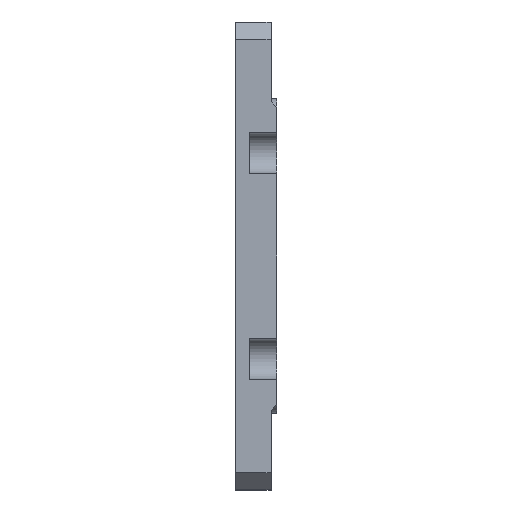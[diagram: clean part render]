
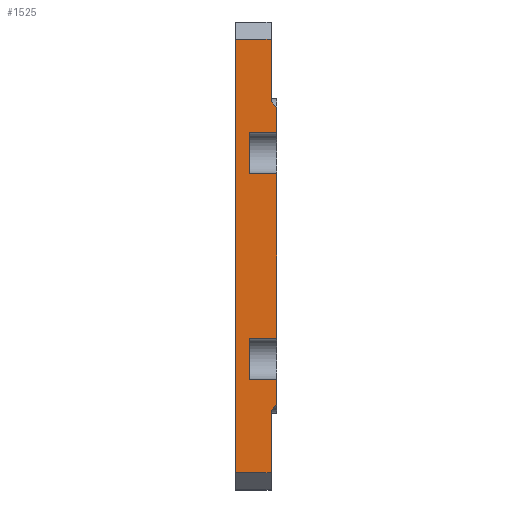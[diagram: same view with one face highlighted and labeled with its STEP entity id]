
A CAD part, front view. The second image highlights one B-rep face of the part: STEP entity #1525.
In plain terms, the highlighted planar face has unit normal (0, -1, 0).
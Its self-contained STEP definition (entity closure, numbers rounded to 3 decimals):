
#61=FACE_OUTER_BOUND('',#139,.T.);
#139=EDGE_LOOP('',(#1024,#1025,#1026,#1027,#1028,#1029,#1030,#1031,#1032,
#1033,#1034,#1035,#1036,#1037,#1038,#1039));
#240=LINE('',#2160,#424);
#242=LINE('',#2166,#426);
#243=LINE('',#2168,#427);
#244=LINE('',#2170,#428);
#245=LINE('',#2172,#429);
#246=LINE('',#2174,#430);
#247=LINE('',#2176,#431);
#248=LINE('',#2178,#432);
#249=LINE('',#2180,#433);
#250=LINE('',#2182,#434);
#251=LINE('',#2184,#435);
#252=LINE('',#2186,#436);
#253=LINE('',#2188,#437);
#254=LINE('',#2190,#438);
#255=LINE('',#2192,#439);
#256=LINE('',#2193,#440);
#424=VECTOR('',#1739,10.);
#426=VECTOR('',#1745,10.);
#427=VECTOR('',#1746,10.);
#428=VECTOR('',#1747,10.);
#429=VECTOR('',#1748,10.);
#430=VECTOR('',#1749,10.);
#431=VECTOR('',#1750,10.);
#432=VECTOR('',#1751,10.);
#433=VECTOR('',#1752,10.);
#434=VECTOR('',#1753,10.);
#435=VECTOR('',#1754,10.);
#436=VECTOR('',#1755,10.);
#437=VECTOR('',#1756,10.);
#438=VECTOR('',#1757,10.);
#439=VECTOR('',#1758,10.);
#440=VECTOR('',#1759,10.);
#649=VERTEX_POINT('',#2157);
#650=VERTEX_POINT('',#2159);
#652=VERTEX_POINT('',#2165);
#653=VERTEX_POINT('',#2167);
#654=VERTEX_POINT('',#2169);
#655=VERTEX_POINT('',#2171);
#656=VERTEX_POINT('',#2173);
#657=VERTEX_POINT('',#2175);
#658=VERTEX_POINT('',#2177);
#659=VERTEX_POINT('',#2179);
#660=VERTEX_POINT('',#2181);
#661=VERTEX_POINT('',#2183);
#662=VERTEX_POINT('',#2185);
#663=VERTEX_POINT('',#2187);
#664=VERTEX_POINT('',#2189);
#665=VERTEX_POINT('',#2191);
#797=EDGE_CURVE('',#650,#649,#240,.T.);
#800=EDGE_CURVE('',#652,#650,#242,.T.);
#801=EDGE_CURVE('',#653,#649,#243,.T.);
#802=EDGE_CURVE('',#654,#653,#244,.T.);
#803=EDGE_CURVE('',#654,#655,#245,.T.);
#804=EDGE_CURVE('',#655,#656,#246,.T.);
#805=EDGE_CURVE('',#656,#657,#247,.T.);
#806=EDGE_CURVE('',#658,#657,#248,.T.);
#807=EDGE_CURVE('',#659,#658,#249,.T.);
#808=EDGE_CURVE('',#660,#659,#250,.T.);
#809=EDGE_CURVE('',#661,#660,#251,.T.);
#810=EDGE_CURVE('',#662,#661,#252,.T.);
#811=EDGE_CURVE('',#662,#663,#253,.T.);
#812=EDGE_CURVE('',#663,#664,#254,.T.);
#813=EDGE_CURVE('',#665,#664,#255,.T.);
#814=EDGE_CURVE('',#652,#665,#256,.T.);
#1024=ORIENTED_EDGE('',*,*,#800,.T.);
#1025=ORIENTED_EDGE('',*,*,#797,.T.);
#1026=ORIENTED_EDGE('',*,*,#801,.F.);
#1027=ORIENTED_EDGE('',*,*,#802,.F.);
#1028=ORIENTED_EDGE('',*,*,#803,.T.);
#1029=ORIENTED_EDGE('',*,*,#804,.T.);
#1030=ORIENTED_EDGE('',*,*,#805,.T.);
#1031=ORIENTED_EDGE('',*,*,#806,.F.);
#1032=ORIENTED_EDGE('',*,*,#807,.F.);
#1033=ORIENTED_EDGE('',*,*,#808,.F.);
#1034=ORIENTED_EDGE('',*,*,#809,.F.);
#1035=ORIENTED_EDGE('',*,*,#810,.F.);
#1036=ORIENTED_EDGE('',*,*,#811,.T.);
#1037=ORIENTED_EDGE('',*,*,#812,.T.);
#1038=ORIENTED_EDGE('',*,*,#813,.F.);
#1039=ORIENTED_EDGE('',*,*,#814,.F.);
#1468=PLANE('',#1618);
#1525=ADVANCED_FACE('',(#61),#1468,.T.);
#1618=AXIS2_PLACEMENT_3D('',#2164,#1743,#1744);
#1739=DIRECTION('',(0.,0.,1.));
#1743=DIRECTION('center_axis',(0.,-1.,0.));
#1744=DIRECTION('ref_axis',(0.,0.,-1.));
#1745=DIRECTION('',(-1.,0.,0.));
#1746=DIRECTION('',(-1.,0.,0.));
#1747=DIRECTION('',(0.,0.,-1.));
#1748=DIRECTION('',(-1.,0.,0.));
#1749=DIRECTION('',(0.,0.,1.));
#1750=DIRECTION('',(1.,0.,0.));
#1751=DIRECTION('',(0.,0.,-1.));
#1752=DIRECTION('',(0.707,0.,-0.707));
#1753=DIRECTION('',(0.,0.,-1.));
#1754=DIRECTION('',(1.,0.,0.));
#1755=DIRECTION('',(0.,0.,1.));
#1756=DIRECTION('',(1.,0.,0.));
#1757=DIRECTION('',(0.,0.,1.));
#1758=DIRECTION('',(-0.707,0.,-0.707));
#1759=DIRECTION('',(0.,0.,-1.));
#2157=CARTESIAN_POINT('',(0.,-58.567,125.567));
#2159=CARTESIAN_POINT('',(0.,-58.567,118.433));
#2160=CARTESIAN_POINT('',(0.,-58.567,151.49));
#2164=CARTESIAN_POINT('Origin',(-4.19,-58.567,180.979));
#2165=CARTESIAN_POINT('',(4.8,-58.567,118.433));
#2166=CARTESIAN_POINT('',(-0.845,-58.567,118.433));
#2167=CARTESIAN_POINT('',(4.8,-58.567,125.567));
#2168=CARTESIAN_POINT('',(-0.345,-58.567,125.567));
#2169=CARTESIAN_POINT('',(4.8,-58.567,154.433));
#2170=CARTESIAN_POINT('',(4.8,-58.567,154.433));
#2171=CARTESIAN_POINT('',(0.,-58.567,154.433));
#2172=CARTESIAN_POINT('',(-0.345,-58.567,154.433));
#2173=CARTESIAN_POINT('',(0.,-58.567,161.567));
#2174=CARTESIAN_POINT('',(0.,-58.567,169.49));
#2175=CARTESIAN_POINT('',(4.8,-58.567,161.567));
#2176=CARTESIAN_POINT('',(-0.345,-58.567,161.567));
#2177=CARTESIAN_POINT('',(4.8,-58.567,166.));
#2178=CARTESIAN_POINT('',(4.8,-58.567,177.979));
#2179=CARTESIAN_POINT('',(3.8,-58.567,167.));
#2180=CARTESIAN_POINT('',(-1.442,-58.567,172.242));
#2181=CARTESIAN_POINT('',(3.8,-58.567,177.979));
#2182=CARTESIAN_POINT('',(3.8,-58.567,160.478));
#2183=CARTESIAN_POINT('',(-2.5,-58.567,177.979));
#2184=CARTESIAN_POINT('',(-4.19,-58.567,177.979));
#2185=CARTESIAN_POINT('',(-2.5,-58.567,102.021));
#2186=CARTESIAN_POINT('',(-2.5,-58.567,115.772));
#2187=CARTESIAN_POINT('',(3.8,-58.567,102.021));
#2188=CARTESIAN_POINT('',(-4.19,-58.567,102.021));
#2189=CARTESIAN_POINT('',(3.8,-58.567,113.));
#2190=CARTESIAN_POINT('',(3.8,-58.567,119.522));
#2191=CARTESIAN_POINT('',(4.8,-58.567,114.));
#2192=CARTESIAN_POINT('',(19.047,-58.567,128.247));
#2193=CARTESIAN_POINT('',(4.8,-58.567,118.433));
